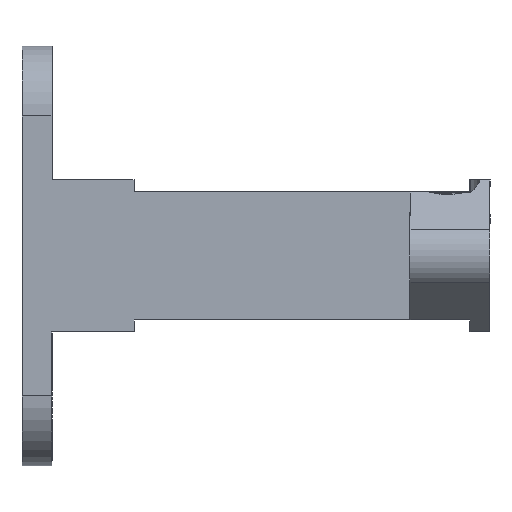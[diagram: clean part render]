
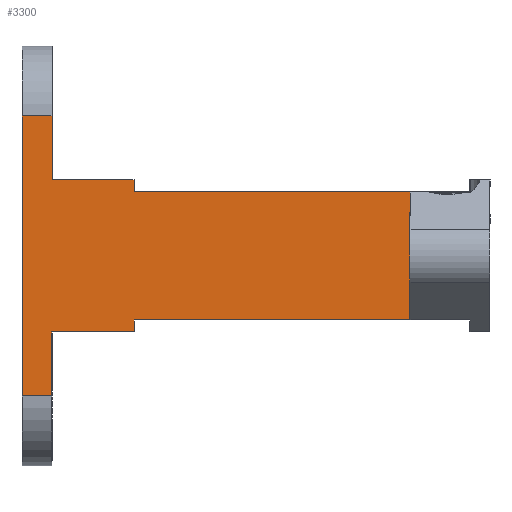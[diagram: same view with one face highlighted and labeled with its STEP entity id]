
A CAD part, left-side view. The second image highlights one B-rep face of the part: STEP entity #3300.
In plain terms, the highlighted planar face has unit normal (-1, 0, 0).
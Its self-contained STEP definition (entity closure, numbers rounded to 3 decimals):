
#60=PLANE('',#3477);
#189=FACE_OUTER_BOUND('',#344,.T.);
#344=EDGE_LOOP('',(#2567,#2568,#2569,#2570,#2571,#2572,#2573,#2574,#2575,
#2576,#2577,#2578));
#889=LINE('',#17639,#1033);
#890=LINE('',#17644,#1034);
#904=LINE('',#17671,#1048);
#906=LINE('',#17675,#1050);
#907=LINE('',#17677,#1051);
#908=LINE('',#17679,#1052);
#909=LINE('',#17681,#1053);
#910=LINE('',#17683,#1054);
#911=LINE('',#17685,#1055);
#912=LINE('',#17687,#1056);
#913=LINE('',#17689,#1057);
#914=LINE('',#17690,#1058);
#1033=VECTOR('',#3850,10.);
#1034=VECTOR('',#3855,10.);
#1048=VECTOR('',#3873,10.);
#1050=VECTOR('',#3877,10.);
#1051=VECTOR('',#3878,10.);
#1052=VECTOR('',#3879,10.);
#1053=VECTOR('',#3880,10.);
#1054=VECTOR('',#3881,10.);
#1055=VECTOR('',#3882,10.);
#1056=VECTOR('',#3883,10.);
#1057=VECTOR('',#3884,10.);
#1058=VECTOR('',#3885,10.);
#1412=VERTEX_POINT('',#17632);
#1415=VERTEX_POINT('',#17637);
#1417=VERTEX_POINT('',#17643);
#1428=VERTEX_POINT('',#17670);
#1429=VERTEX_POINT('',#17674);
#1430=VERTEX_POINT('',#17676);
#1431=VERTEX_POINT('',#17678);
#1432=VERTEX_POINT('',#17680);
#1433=VERTEX_POINT('',#17682);
#1434=VERTEX_POINT('',#17684);
#1435=VERTEX_POINT('',#17686);
#1436=VERTEX_POINT('',#17688);
#1885=EDGE_CURVE('',#1415,#1412,#889,.T.);
#1887=EDGE_CURVE('',#1412,#1417,#890,.T.);
#1901=EDGE_CURVE('',#1428,#1417,#904,.T.);
#1903=EDGE_CURVE('',#1415,#1429,#906,.T.);
#1904=EDGE_CURVE('',#1430,#1429,#907,.T.);
#1905=EDGE_CURVE('',#1431,#1430,#908,.T.);
#1906=EDGE_CURVE('',#1431,#1432,#909,.T.);
#1907=EDGE_CURVE('',#1432,#1433,#910,.T.);
#1908=EDGE_CURVE('',#1434,#1433,#911,.T.);
#1909=EDGE_CURVE('',#1435,#1434,#912,.T.);
#1910=EDGE_CURVE('',#1436,#1435,#913,.T.);
#1911=EDGE_CURVE('',#1436,#1428,#914,.T.);
#2567=ORIENTED_EDGE('',*,*,#1901,.T.);
#2568=ORIENTED_EDGE('',*,*,#1887,.F.);
#2569=ORIENTED_EDGE('',*,*,#1885,.F.);
#2570=ORIENTED_EDGE('',*,*,#1903,.T.);
#2571=ORIENTED_EDGE('',*,*,#1904,.F.);
#2572=ORIENTED_EDGE('',*,*,#1905,.F.);
#2573=ORIENTED_EDGE('',*,*,#1906,.T.);
#2574=ORIENTED_EDGE('',*,*,#1907,.T.);
#2575=ORIENTED_EDGE('',*,*,#1908,.F.);
#2576=ORIENTED_EDGE('',*,*,#1909,.F.);
#2577=ORIENTED_EDGE('',*,*,#1910,.F.);
#2578=ORIENTED_EDGE('',*,*,#1911,.T.);
#3300=ADVANCED_FACE('',(#189),#60,.T.);
#3477=AXIS2_PLACEMENT_3D('',#17673,#3875,#3876);
#3850=DIRECTION('',(0.,0.,-1.));
#3855=DIRECTION('',(0.,-1.,0.));
#3873=DIRECTION('',(0.,0.,1.));
#3875=DIRECTION('center_axis',(-1.,0.,0.));
#3876=DIRECTION('ref_axis',(0.,0.,-1.));
#3877=DIRECTION('',(0.,1.,0.));
#3878=DIRECTION('',(0.,0.,1.));
#3879=DIRECTION('',(0.,1.,0.));
#3880=DIRECTION('',(0.,0.,1.));
#3881=DIRECTION('',(0.,-1.,0.));
#3882=DIRECTION('',(0.,0.,-1.));
#3883=DIRECTION('',(0.,1.,0.));
#3884=DIRECTION('',(0.,0.,-1.));
#3885=DIRECTION('',(0.,1.,0.));
#17632=CARTESIAN_POINT('',(-3.5,27.3,3.8));
#17637=CARTESIAN_POINT('',(-3.5,27.3,7.));
#17639=CARTESIAN_POINT('',(-3.5,27.3,9.85));
#17643=CARTESIAN_POINT('',(-3.5,23.2,3.8));
#17644=CARTESIAN_POINT('',(-3.5,22.3,3.8));
#17670=CARTESIAN_POINT('',(-3.5,23.2,3.2));
#17671=CARTESIAN_POINT('',(-3.5,23.2,3.581));
#17673=CARTESIAN_POINT('Origin',(-3.5,22.3,3.8));
#17674=CARTESIAN_POINT('',(-3.5,28.8,7.));
#17675=CARTESIAN_POINT('',(-3.5,27.3,7.));
#17676=CARTESIAN_POINT('',(-3.5,28.8,-7.));
#17677=CARTESIAN_POINT('',(-3.5,28.8,2.81));
#17678=CARTESIAN_POINT('',(-3.5,27.3,-7.));
#17679=CARTESIAN_POINT('',(-3.5,27.3,-7.));
#17680=CARTESIAN_POINT('',(-3.5,27.3,-3.8));
#17681=CARTESIAN_POINT('',(-3.5,27.3,-9.85));
#17682=CARTESIAN_POINT('',(-3.5,23.2,-3.8));
#17683=CARTESIAN_POINT('',(-3.5,22.3,-3.8));
#17684=CARTESIAN_POINT('',(-3.5,23.2,-3.2));
#17685=CARTESIAN_POINT('',(-3.5,23.2,0.219));
#17686=CARTESIAN_POINT('',(-3.5,9.4,-3.2));
#17687=CARTESIAN_POINT('',(-3.5,22.3,-3.2));
#17688=CARTESIAN_POINT('',(-3.5,9.4,3.2));
#17689=CARTESIAN_POINT('',(-3.5,9.4,1.9));
#17690=CARTESIAN_POINT('',(-3.5,13.85,3.2));
